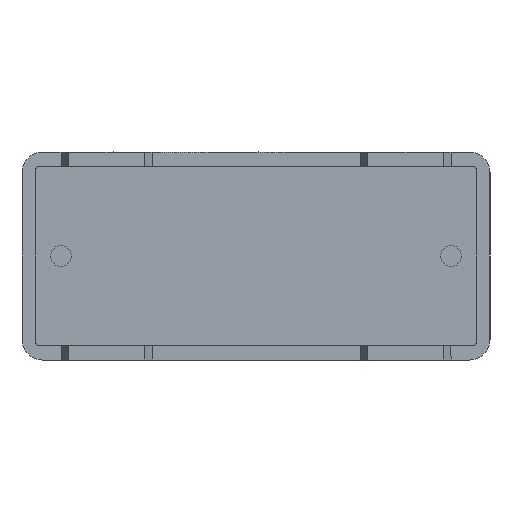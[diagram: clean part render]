
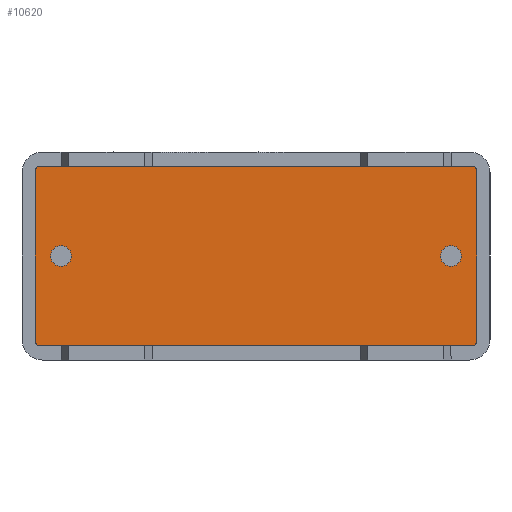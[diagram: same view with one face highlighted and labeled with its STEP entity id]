
A CAD part, front view. The second image highlights one B-rep face of the part: STEP entity #10620.
In plain terms, the highlighted planar face has unit normal (0, -1, 0).
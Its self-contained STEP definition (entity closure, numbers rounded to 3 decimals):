
#484 = CARTESIAN_POINT ( 'NONE',  ( 8.3, -6.55, -3.45 ) ) ;
#614 = CARTESIAN_POINT ( 'NONE',  ( 0., -6.55, 0. ) ) ;
#656 = CARTESIAN_POINT ( 'NONE',  ( 8.3, -6.55, -3.25 ) ) ;
#900 = CARTESIAN_POINT ( 'NONE',  ( -8.5, -6.55, 3.25 ) ) ;
#986 = CARTESIAN_POINT ( 'NONE',  ( 7.5, -6.55, 0. ) ) ;
#1219 = CARTESIAN_POINT ( 'NONE',  ( -7.5, -6.55, 0. ) ) ;
#1756 = DIRECTION ( 'NONE',  ( 0., 0., -1. ) ) ;
#1860 = CARTESIAN_POINT ( 'NONE',  ( -8.5, -6.55, 3.45 ) ) ;
#1923 = DIRECTION ( 'NONE',  ( 0., -1., 0. ) ) ;
#2089 = VERTEX_POINT ( 'NONE', #5174 ) ;
#2520 = DIRECTION ( 'NONE',  ( 0., -1., 0. ) ) ;
#2942 = CARTESIAN_POINT ( 'NONE',  ( -7.5, -6.55, 0.4 ) ) ;
#3131 = CARTESIAN_POINT ( 'NONE',  ( -7.5, -6.55, 0. ) ) ;
#3212 = DIRECTION ( 'NONE',  ( 0., -1., 0. ) ) ;
#3225 = LINE ( 'NONE', #4861, #20860 ) ;
#3234 = CARTESIAN_POINT ( 'NONE',  ( -8.3, -6.55, 3.45 ) ) ;
#3447 = DIRECTION ( 'NONE',  ( 0., -1., 0. ) ) ;
#3617 = AXIS2_PLACEMENT_3D ( 'NONE', #25112, #1923, #7802 ) ;
#3970 = EDGE_CURVE ( 'NONE', #20672, #13810, #16082, .T. ) ;
#4387 = CARTESIAN_POINT ( 'NONE',  ( -8.5, -6.55, -3.25 ) ) ;
#4861 = CARTESIAN_POINT ( 'NONE',  ( -8.5, -6.55, -3.45 ) ) ;
#5078 = EDGE_CURVE ( 'NONE', #18045, #9525, #17830, .T. ) ;
#5158 = DIRECTION ( 'NONE',  ( 0., 0., -1. ) ) ;
#5174 = CARTESIAN_POINT ( 'NONE',  ( -7.5, -6.55, -0.4 ) ) ;
#5323 = DIRECTION ( 'NONE',  ( 0., -1., 0. ) ) ;
#5616 = ORIENTED_EDGE ( 'NONE', *, *, #25062, .T. ) ;
#5832 = CIRCLE ( 'NONE', #11814, 0.4 ) ;
#5868 = EDGE_LOOP ( 'NONE', ( #14492, #13564 ) ) ;
#5936 = DIRECTION ( 'NONE',  ( 0., 0., -1. ) ) ;
#6168 = EDGE_CURVE ( 'NONE', #11553, #18045, #3225, .T. ) ;
#6269 = CIRCLE ( 'NONE', #15094, 0.4 ) ;
#6414 = ORIENTED_EDGE ( 'NONE', *, *, #9174, .F. ) ;
#6937 = VERTEX_POINT ( 'NONE', #4387 ) ;
#7202 = CARTESIAN_POINT ( 'NONE',  ( -8.3, -6.55, -3.25 ) ) ;
#7222 = CARTESIAN_POINT ( 'NONE',  ( 8.3, -6.55, 3.25 ) ) ;
#7227 = EDGE_CURVE ( 'NONE', #6937, #11553, #11696, .T. ) ;
#7540 = ORIENTED_EDGE ( 'NONE', *, *, #3970, .F. ) ;
#7802 = DIRECTION ( 'NONE',  ( 0., 0., -1. ) ) ;
#7895 = DIRECTION ( 'NONE',  ( 0., -1., 0. ) ) ;
#7931 = VERTEX_POINT ( 'NONE', #2942 ) ;
#8007 = ORIENTED_EDGE ( 'NONE', *, *, #18611, .T. ) ;
#8275 = AXIS2_PLACEMENT_3D ( 'NONE', #614, #24049, #18211 ) ;
#8872 = CARTESIAN_POINT ( 'NONE',  ( -8.3, -6.55, -3.45 ) ) ;
#9061 = VECTOR ( 'NONE', #1756, 1000. ) ;
#9122 = CIRCLE ( 'NONE', #18821, 0.2 ) ;
#9128 = DIRECTION ( 'NONE',  ( 0., 0., -1. ) ) ;
#9174 = EDGE_CURVE ( 'NONE', #13810, #20672, #5832, .T. ) ;
#9333 = AXIS2_PLACEMENT_3D ( 'NONE', #7202, #3447, #9128 ) ;
#9525 = VERTEX_POINT ( 'NONE', #19566 ) ;
#10307 = AXIS2_PLACEMENT_3D ( 'NONE', #17670, #7895, #5936 ) ;
#10322 = FACE_BOUND ( 'NONE', #5868, .T. ) ;
#10567 = CARTESIAN_POINT ( 'NONE',  ( 7.5, -6.55, 0.4 ) ) ;
#10620 = ADVANCED_FACE ( 'NONE', ( #18535, #10322, #15820 ), #22310, .T. ) ;
#11352 = EDGE_CURVE ( 'NONE', #18050, #6937, #18185, .T. ) ;
#11553 = VERTEX_POINT ( 'NONE', #8872 ) ;
#11696 = CIRCLE ( 'NONE', #9333, 0.2 ) ;
#11814 = AXIS2_PLACEMENT_3D ( 'NONE', #986, #22348, #18509 ) ;
#12000 = EDGE_LOOP ( 'NONE', ( #22131, #19984, #22057, #14322, #5616, #22210, #8007, #15226 ) ) ;
#12005 = VECTOR ( 'NONE', #15485, 1000. ) ;
#13152 = VERTEX_POINT ( 'NONE', #20854 ) ;
#13233 = LINE ( 'NONE', #1860, #12005 ) ;
#13414 = CARTESIAN_POINT ( 'NONE',  ( -8.5, -6.55, 3.45 ) ) ;
#13564 = ORIENTED_EDGE ( 'NONE', *, *, #24597, .F. ) ;
#13810 = VERTEX_POINT ( 'NONE', #10567 ) ;
#14282 = DIRECTION ( 'NONE',  ( 0., 0., -1. ) ) ;
#14322 = ORIENTED_EDGE ( 'NONE', *, *, #5078, .T. ) ;
#14443 = VERTEX_POINT ( 'NONE', #3234 ) ;
#14492 = ORIENTED_EDGE ( 'NONE', *, *, #17256, .F. ) ;
#14660 = DIRECTION ( 'NONE',  ( 0., 0., 1. ) ) ;
#14728 = EDGE_LOOP ( 'NONE', ( #6414, #7540 ) ) ;
#15015 = AXIS2_PLACEMENT_3D ( 'NONE', #1219, #16544, #18574 ) ;
#15094 = AXIS2_PLACEMENT_3D ( 'NONE', #3131, #3212, #5158 ) ;
#15226 = ORIENTED_EDGE ( 'NONE', *, *, #20141, .T. ) ;
#15485 = DIRECTION ( 'NONE',  ( -1., 0., 0. ) ) ;
#15820 = FACE_OUTER_BOUND ( 'NONE', #12000, .T. ) ;
#16082 = CIRCLE ( 'NONE', #3617, 0.4 ) ;
#16544 = DIRECTION ( 'NONE',  ( 0., -1., 0. ) ) ;
#17256 = EDGE_CURVE ( 'NONE', #7931, #2089, #20695, .T. ) ;
#17670 = CARTESIAN_POINT ( 'NONE',  ( -8.3, -6.55, 3.25 ) ) ;
#17830 = CIRCLE ( 'NONE', #19453, 0.2 ) ;
#18045 = VERTEX_POINT ( 'NONE', #484 ) ;
#18050 = VERTEX_POINT ( 'NONE', #900 ) ;
#18185 = LINE ( 'NONE', #13414, #9061 ) ;
#18211 = DIRECTION ( 'NONE',  ( 0., 0., -1. ) ) ;
#18390 = DIRECTION ( 'NONE',  ( 1., 0., 0. ) ) ;
#18509 = DIRECTION ( 'NONE',  ( 0., 0., -1. ) ) ;
#18535 = FACE_BOUND ( 'NONE', #14728, .T. ) ;
#18574 = DIRECTION ( 'NONE',  ( 0., 0., -1. ) ) ;
#18611 = EDGE_CURVE ( 'NONE', #13152, #14443, #13233, .T. ) ;
#18623 = LINE ( 'NONE', #22139, #22597 ) ;
#18821 = AXIS2_PLACEMENT_3D ( 'NONE', #7222, #5323, #18944 ) ;
#18944 = DIRECTION ( 'NONE',  ( 0., 0., -1. ) ) ;
#19039 = CARTESIAN_POINT ( 'NONE',  ( 7.5, -6.55, -0.4 ) ) ;
#19453 = AXIS2_PLACEMENT_3D ( 'NONE', #656, #2520, #14282 ) ;
#19566 = CARTESIAN_POINT ( 'NONE',  ( 8.5, -6.55, -3.25 ) ) ;
#19984 = ORIENTED_EDGE ( 'NONE', *, *, #7227, .T. ) ;
#20141 = EDGE_CURVE ( 'NONE', #14443, #18050, #23884, .T. ) ;
#20672 = VERTEX_POINT ( 'NONE', #19039 ) ;
#20695 = CIRCLE ( 'NONE', #15015, 0.4 ) ;
#20854 = CARTESIAN_POINT ( 'NONE',  ( 8.3, -6.55, 3.45 ) ) ;
#20860 = VECTOR ( 'NONE', #18390, 1000. ) ;
#21986 = VERTEX_POINT ( 'NONE', #22538 ) ;
#22057 = ORIENTED_EDGE ( 'NONE', *, *, #6168, .T. ) ;
#22077 = EDGE_CURVE ( 'NONE', #21986, #13152, #9122, .T. ) ;
#22131 = ORIENTED_EDGE ( 'NONE', *, *, #11352, .T. ) ;
#22139 = CARTESIAN_POINT ( 'NONE',  ( 8.5, -6.55, 3.45 ) ) ;
#22210 = ORIENTED_EDGE ( 'NONE', *, *, #22077, .T. ) ;
#22310 = PLANE ( 'NONE',  #8275 ) ;
#22348 = DIRECTION ( 'NONE',  ( 0., -1., 0. ) ) ;
#22538 = CARTESIAN_POINT ( 'NONE',  ( 8.5, -6.55, 3.25 ) ) ;
#22597 = VECTOR ( 'NONE', #14660, 1000. ) ;
#23884 = CIRCLE ( 'NONE', #10307, 0.2 ) ;
#24049 = DIRECTION ( 'NONE',  ( 0., -1., 0. ) ) ;
#24597 = EDGE_CURVE ( 'NONE', #2089, #7931, #6269, .T. ) ;
#25062 = EDGE_CURVE ( 'NONE', #9525, #21986, #18623, .T. ) ;
#25112 = CARTESIAN_POINT ( 'NONE',  ( 7.5, -6.55, 0. ) ) ;
